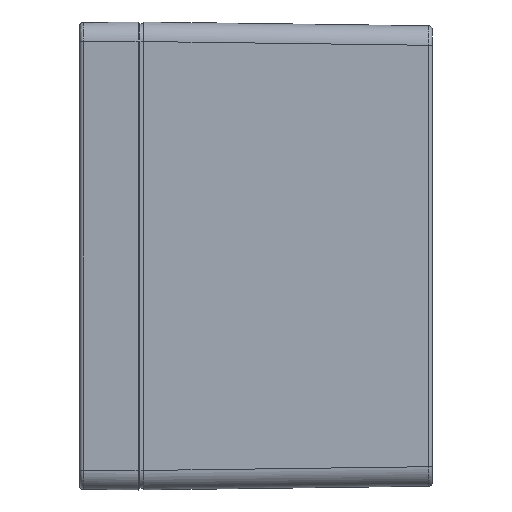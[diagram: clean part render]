
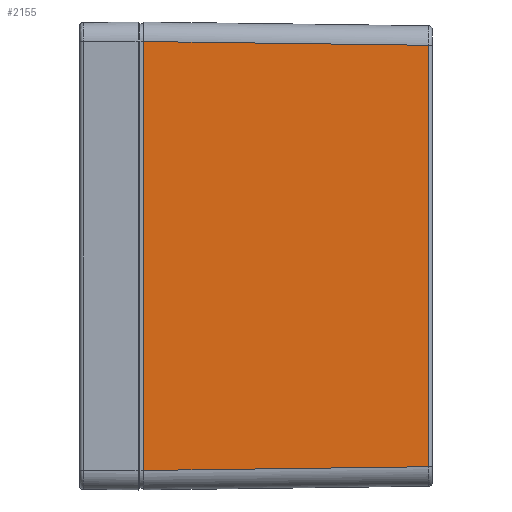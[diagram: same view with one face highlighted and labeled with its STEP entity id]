
A CAD part, left-side view. The second image highlights one B-rep face of the part: STEP entity #2155.
In plain terms, the highlighted planar face has unit normal (-1, -0.013, 0).
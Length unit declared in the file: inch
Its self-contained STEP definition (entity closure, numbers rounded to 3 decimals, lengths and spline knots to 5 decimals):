
#552 = ORIENTED_EDGE ( 'NONE', *, *, #37849, .F. ) ;
#1982 = CARTESIAN_POINT ( 'NONE',  ( -3.50516, -2.9139, 2.12723 ) ) ;
#2155 = ADVANCED_FACE ( 'NONE', ( #22895 ), #18861, .T. ) ;
#2419 = VECTOR ( 'NONE', #26216, 39.37008 ) ;
#2718 = CARTESIAN_POINT ( 'NONE',  ( -3.50516, -2.9139, -2.12723 ) ) ;
#3031 = VERTEX_POINT ( 'NONE', #2718 ) ;
#4973 = EDGE_CURVE ( 'NONE', #47596, #24070, #19353, .T. ) ;
#5474 = ORIENTED_EDGE ( 'NONE', *, *, #4973, .T. ) ;
#6768 = ORIENTED_EDGE ( 'NONE', *, *, #9001, .T. ) ;
#9001 = EDGE_CURVE ( 'NONE', #24070, #48037, #41074, .T. ) ;
#9817 = CARTESIAN_POINT ( 'NONE',  ( -3.54273, -0.04379, -2.1648 ) ) ;
#13838 = CARTESIAN_POINT ( 'NONE',  ( -3.50516, -2.9139, 2.12723 ) ) ;
#18861 = PLANE ( 'NONE',  #51571 ) ;
#18979 = EDGE_LOOP ( 'NONE', ( #552, #5474, #6768, #24587 ) ) ;
#19353 = LINE ( 'NONE', #1982, #40672 ) ;
#22895 = FACE_OUTER_BOUND ( 'NONE', #18979, .T. ) ;
#24070 = VERTEX_POINT ( 'NONE', #35765 ) ;
#24587 = ORIENTED_EDGE ( 'NONE', *, *, #29144, .F. ) ;
#26216 = DIRECTION ( 'NONE',  ( -0.013, 1., -0.013 ) ) ;
#26778 = LINE ( 'NONE', #43188, #27823 ) ;
#27183 = DIRECTION ( 'NONE',  ( -1., -0.013, 0. ) ) ;
#27823 = VECTOR ( 'NONE', #43451, 39.37008 ) ;
#29144 = EDGE_CURVE ( 'NONE', #3031, #48037, #50673, .T. ) ;
#32311 = VECTOR ( 'NONE', #40548, 39.37008 ) ;
#35266 = CARTESIAN_POINT ( 'NONE',  ( -3.54331, 0., -2.3622 ) ) ;
#35761 = DIRECTION ( 'NONE',  ( -0.013, 1., 0.013 ) ) ;
#35765 = CARTESIAN_POINT ( 'NONE',  ( -3.54279, -0.03937, 2.16486 ) ) ;
#37849 = EDGE_CURVE ( 'NONE', #47596, #3031, #26778, .T. ) ;
#39212 = CARTESIAN_POINT ( 'NONE',  ( -3.54279, -0.03937, -2.16486 ) ) ;
#40548 = DIRECTION ( 'NONE',  ( 0., 0., -1. ) ) ;
#40672 = VECTOR ( 'NONE', #35761, 39.37008 ) ;
#41074 = LINE ( 'NONE', #48318, #32311 ) ;
#43188 = CARTESIAN_POINT ( 'NONE',  ( -3.50516, -2.9139, -1.1811 ) ) ;
#43451 = DIRECTION ( 'NONE',  ( 0., 0., -1. ) ) ;
#45124 = DIRECTION ( 'NONE',  ( -0.013, 1., 0. ) ) ;
#47596 = VERTEX_POINT ( 'NONE', #13838 ) ;
#48037 = VERTEX_POINT ( 'NONE', #39212 ) ;
#48318 = CARTESIAN_POINT ( 'NONE',  ( -3.54279, -0.03937, -2.3622 ) ) ;
#50673 = LINE ( 'NONE', #9817, #2419 ) ;
#51571 = AXIS2_PLACEMENT_3D ( 'NONE', #35266, #27183, #45124 ) ;
